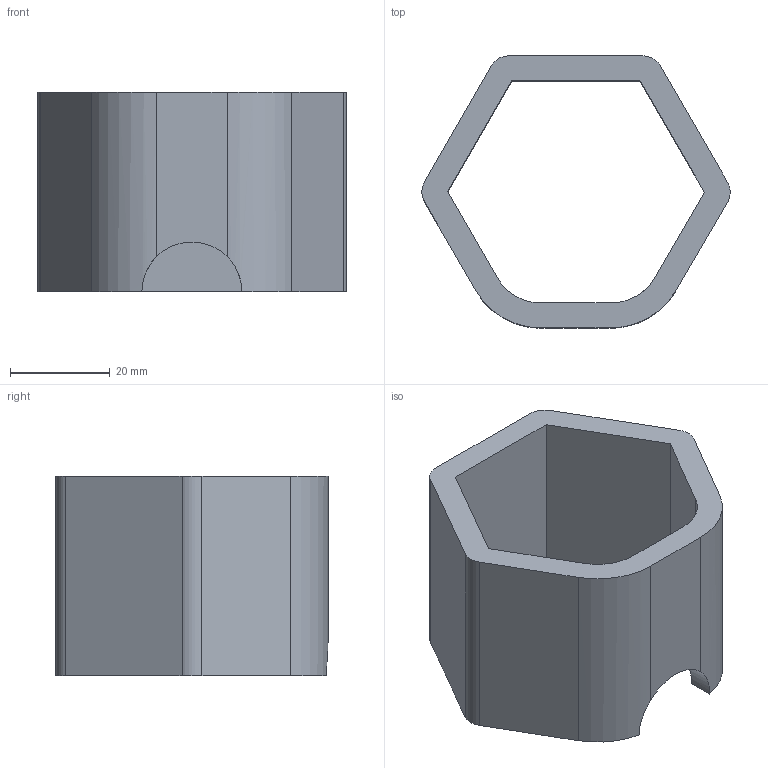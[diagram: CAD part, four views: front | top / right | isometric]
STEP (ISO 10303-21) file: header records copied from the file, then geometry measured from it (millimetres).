
FILE_DESCRIPTION(/* description */ (''),/* implementation_level */ '2;1');
FILE_NAME(/* name */ 'mini stand.step',/* time_stamp */ '2021-07-28T17:57:33+02:00',/* author */ (''),/* organization */ (''),/* preprocessor_version */ 'ST-DEVELOPER v18.1',/* originating_system */ 'Autodesk Translation Framework v10.9.0.1377',/* authorisation */ '');
FILE_SCHEMA (('AUTOMOTIVE_DESIGN { 1 0 10303 214 3 1 1 }'));
Length unit declared in the file: millimetre
Products named in the file (2): mini stand; 0
Assembly tree (1 placements, depth 2):
  mini stand
    0
Bounding box: 61.66 x 54.43 x 40 mm (x, y, z)
Volume: 32795.3 mm3; surface area: 14841.4 mm2
Topology: 1 solids, 1 shells, 23 faces, 66 edges, 44 vertices
Faces by surface type: plane 14, cylinder 9
Entity records: 842 total; most frequent: CARTESIAN_POINT 164, ORIENTED_EDGE 132, DIRECTION 132, EDGE_CURVE 66, LINE 44, VECTOR 44, VERTEX_POINT 44, AXIS2_PLACEMENT_3D 44
